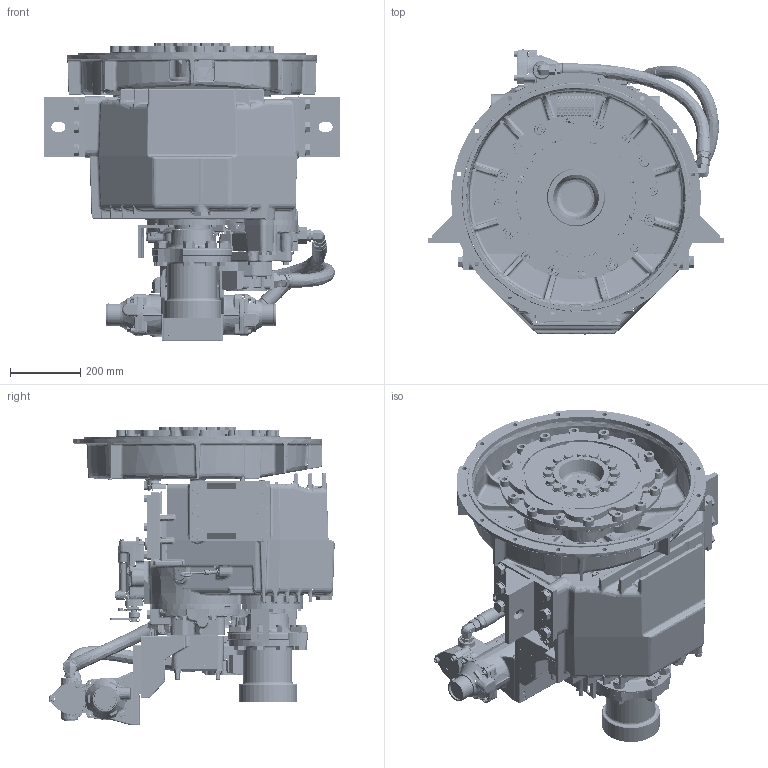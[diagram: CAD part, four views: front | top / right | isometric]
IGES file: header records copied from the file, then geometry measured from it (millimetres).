
Start section: SolidWorks IGES file using analytic representation for surfaces
Global section: file name: 1027762A.IGS; native system: SolidWorks 2010; preprocessor: SolidWorks 2010; author: DVandooren; date: 160105.123352; units: millimetre
Bounding box: 844.95 x 813.09 x 850.85 mm (x, y, z)
Surface area: 5603170.9 mm2 (no closed solid volume)
Topology: 0 solids, 0 shells, 7203 faces, 136004 edges, 135791 vertices
Faces by surface type: bspline 4104, revolution 3099
